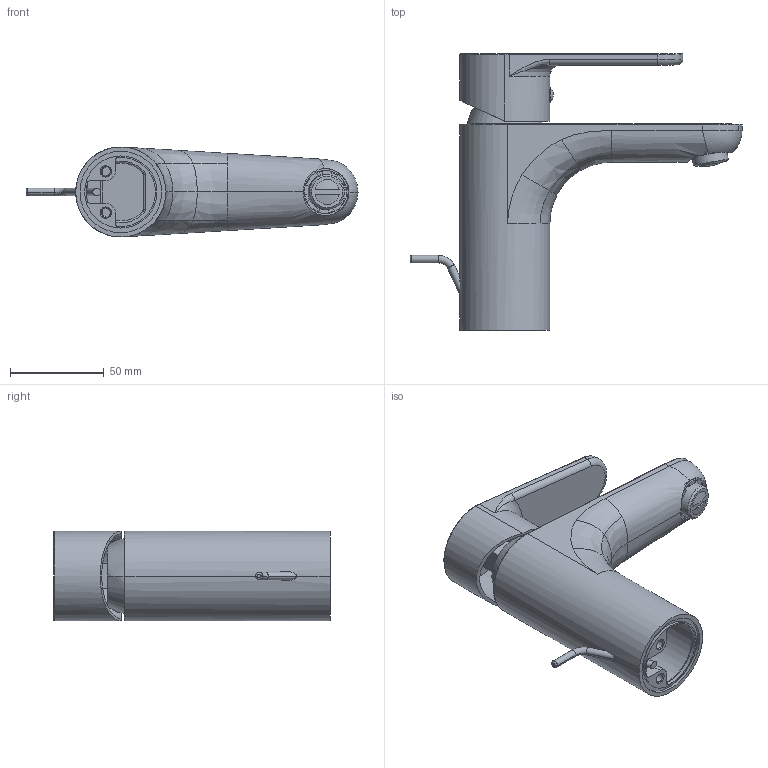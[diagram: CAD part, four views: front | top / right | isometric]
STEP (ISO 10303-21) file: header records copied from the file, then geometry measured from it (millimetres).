
FILE_DESCRIPTION((''),'2;1');
FILE_NAME('GR075CR','2021-01-14T12:48:49',('ut3'),('PAFFONI SpA'),'CREO PARAMETRIC BY PTC INC, 2020044','CREO PARAMETRIC BY PTC INC, 2020044','');
FILE_SCHEMA(('CONFIG_CONTROL_DESIGN','SHAPE_APPEARANCE_LAYERS_GROUPS'));
Length unit declared in the file: millimetre
Products named in the file (1): GR075CR
Bounding box: 177.09 x 147.5 x 48 mm (x, y, z)
Volume: 123696.1 mm3; surface area: 83810.1 mm2
Topology: 3 solids, 3 shells, 452 faces, 1078 edges, 641 vertices
Faces by surface type: cylinder 138, bspline 124, plane 112, torus 49, cone 15, sphere 10, extrusion 4
Entity records: 26911 total; most frequent: CARTESIAN_POINT 14046, ORIENTED_EDGE 2144, DIRECTION 1844, EDGE_CURVE 1072, AXIS2_PLACEMENT_3D 739, VERTEX_POINT 641, EDGE_LOOP 485, FACE_OUTER_BOUND 452
